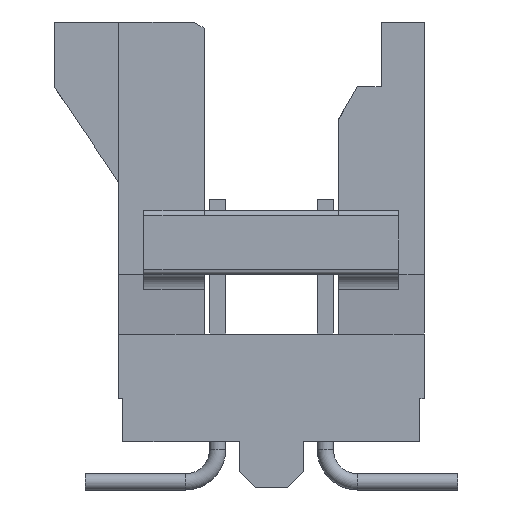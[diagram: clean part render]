
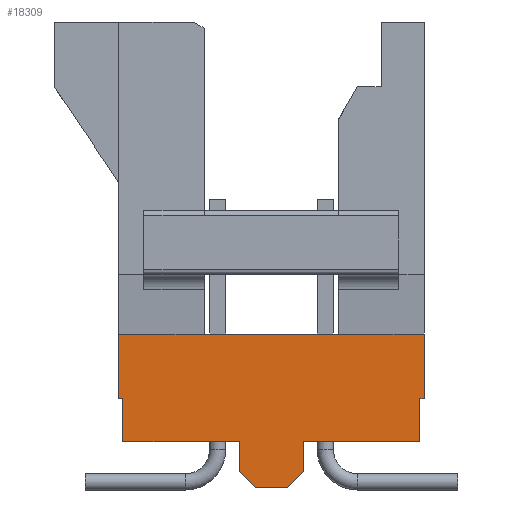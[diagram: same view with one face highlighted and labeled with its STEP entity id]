
A CAD part, left-side view. The second image highlights one B-rep face of the part: STEP entity #18309.
In plain terms, the highlighted planar face has unit normal (-1, 0, 0).
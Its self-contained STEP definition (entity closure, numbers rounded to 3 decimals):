
#568=DIRECTION('',(0.,0.,1.));
#569=VECTOR('',#568,1.524);
#570=CARTESIAN_POINT('',(-33.278,-3.607,-8.89));
#571=LINE('',#570,#569);
#588=DIRECTION('',(0.,1.,0.));
#589=VECTOR('',#588,2.743);
#590=CARTESIAN_POINT('',(-33.278,-3.505,-9.906));
#591=LINE('',#590,#589);
#608=DIRECTION('',(0.,1.,0.));
#609=VECTOR('',#608,2.743);
#610=CARTESIAN_POINT('',(-33.278,0.762,-9.906));
#611=LINE('',#610,#609);
#1652=DIRECTION('',(0.,1.,0.));
#1653=VECTOR('',#1652,0.762);
#1654=CARTESIAN_POINT('',(-33.278,-0.381,-10.998));
#1655=LINE('',#1654,#1653);
#1696=DIRECTION('',(0.,0.,-1.));
#1697=VECTOR('',#1696,0.711);
#1698=CARTESIAN_POINT('',(-33.278,0.762,-9.906));
#1699=LINE('',#1698,#1697);
#1808=DIRECTION('',(0.,0.707,0.707));
#1809=VECTOR('',#1808,0.539);
#1810=CARTESIAN_POINT('',(-33.278,0.381,-10.998));
#1811=LINE('',#1810,#1809);
#1820=DIRECTION('',(0.,0.,-1.));
#1821=VECTOR('',#1820,0.711);
#1822=CARTESIAN_POINT('',(-33.278,-0.762,-9.906));
#1823=LINE('',#1822,#1821);
#1824=DIRECTION('',(0.,1.,0.));
#1825=VECTOR('',#1824,2.019);
#1826=CARTESIAN_POINT('',(-33.278,1.588,-7.366));
#1827=LINE('',#1826,#1825);
#1828=DIRECTION('',(0.,1.,0.));
#1829=VECTOR('',#1828,2.019);
#1830=CARTESIAN_POINT('',(-33.278,-3.607,-7.366));
#1831=LINE('',#1830,#1829);
#1844=DIRECTION('',(0.,-0.707,0.707));
#1845=VECTOR('',#1844,0.539);
#1846=CARTESIAN_POINT('',(-33.278,-0.381,-10.998));
#1847=LINE('',#1846,#1845);
#1864=DIRECTION('',(0.,0.,-1.));
#1865=VECTOR('',#1864,1.016);
#1866=CARTESIAN_POINT('',(-33.278,3.505,-8.89));
#1867=LINE('',#1866,#1865);
#1876=DIRECTION('',(0.,-1.,0.));
#1877=VECTOR('',#1876,0.102);
#1878=CARTESIAN_POINT('',(-33.278,3.607,-8.89));
#1879=LINE('',#1878,#1877);
#1908=DIRECTION('',(0.,0.,1.));
#1909=VECTOR('',#1908,1.524);
#1910=CARTESIAN_POINT('',(-33.278,3.607,-8.89));
#1911=LINE('',#1910,#1909);
#2214=DIRECTION('',(0.,1.,0.));
#2215=VECTOR('',#2214,3.175);
#2216=CARTESIAN_POINT('',(-33.278,-1.588,-7.366));
#2217=LINE('',#2216,#2215);
#7468=DIRECTION('',(0.,-1.,0.));
#7469=VECTOR('',#7468,0.102);
#7470=CARTESIAN_POINT('',(-33.278,-3.505,-8.89));
#7471=LINE('',#7470,#7469);
#7476=DIRECTION('',(0.,0.,1.));
#7477=VECTOR('',#7476,1.016);
#7478=CARTESIAN_POINT('',(-33.278,-3.505,-9.906));
#7479=LINE('',#7478,#7477);
#13133=CARTESIAN_POINT('',(-33.278,-3.607,-7.366));
#13135=VERTEX_POINT('',#13133);
#13136=CARTESIAN_POINT('',(-33.278,-3.607,-8.89));
#13137=VERTEX_POINT('',#13136);
#13145=CARTESIAN_POINT('',(-33.278,3.607,-7.366));
#13147=VERTEX_POINT('',#13145);
#13148=CARTESIAN_POINT('',(-33.278,3.607,-8.89));
#13149=VERTEX_POINT('',#13148);
#13154=CARTESIAN_POINT('',(-33.278,-1.588,-7.366));
#13155=CARTESIAN_POINT('',(-33.278,1.588,-7.366));
#13156=VERTEX_POINT('',#13154);
#13157=VERTEX_POINT('',#13155);
#13166=CARTESIAN_POINT('',(-33.278,-3.505,-9.906));
#13167=CARTESIAN_POINT('',(-33.278,-0.762,-9.906));
#13168=VERTEX_POINT('',#13166);
#13169=VERTEX_POINT('',#13167);
#13170=CARTESIAN_POINT('',(-33.278,0.762,-9.906));
#13171=CARTESIAN_POINT('',(-33.278,3.505,-9.906));
#13172=VERTEX_POINT('',#13170);
#13173=VERTEX_POINT('',#13171);
#13203=CARTESIAN_POINT('',(-33.278,-0.381,-10.998));
#13205=VERTEX_POINT('',#13203);
#13206=CARTESIAN_POINT('',(-33.278,-0.762,-10.617));
#13207=VERTEX_POINT('',#13206);
#13208=CARTESIAN_POINT('',(-33.278,0.381,-10.998));
#13210=VERTEX_POINT('',#13208);
#13212=CARTESIAN_POINT('',(-33.278,0.762,-10.617));
#13213=VERTEX_POINT('',#13212);
#13431=CARTESIAN_POINT('',(-33.278,3.505,-8.89));
#13432=VERTEX_POINT('',#13431);
#13499=CARTESIAN_POINT('',(-33.278,-3.505,-8.89));
#13500=VERTEX_POINT('',#13499);
#18277=CARTESIAN_POINT('',(-33.278,-3.607,-7.366));
#18278=DIRECTION('',(1.,0.,0.));
#18279=DIRECTION('',(0.,0.,-1.));
#18280=AXIS2_PLACEMENT_3D('',#18277,#18278,#18279);
#18281=PLANE('',#18280);
#18282=ORIENTED_EDGE('',*,*,#17328,.T.);
#18283=ORIENTED_EDGE('',*,*,#17972,.T.);
#18285=ORIENTED_EDGE('',*,*,#18284,.F.);
#18286=ORIENTED_EDGE('',*,*,#18026,.T.);
#18287=ORIENTED_EDGE('',*,*,#18270,.T.);
#18288=ORIENTED_EDGE('',*,*,#18081,.F.);
#18289=ORIENTED_EDGE('',*,*,#17646,.T.);
#18291=ORIENTED_EDGE('',*,*,#18290,.F.);
#18293=ORIENTED_EDGE('',*,*,#18292,.F.);
#18295=ORIENTED_EDGE('',*,*,#18294,.T.);
#18297=ORIENTED_EDGE('',*,*,#18296,.F.);
#18299=ORIENTED_EDGE('',*,*,#18298,.F.);
#18301=ORIENTED_EDGE('',*,*,#18300,.F.);
#18302=ORIENTED_EDGE('',*,*,#17270,.F.);
#18304=ORIENTED_EDGE('',*,*,#18303,.F.);
#18306=ORIENTED_EDGE('',*,*,#18305,.F.);
#18307=EDGE_LOOP('',(#18282,#18283,#18285,#18286,#18287,#18288,#18289,#18291,
#18293,#18295,#18297,#18299,#18301,#18302,#18304,#18306));
#18308=FACE_OUTER_BOUND('',#18307,.F.);
#17270=EDGE_CURVE('',#13137,#13135,#571,.T.);
#17328=EDGE_CURVE('',#13168,#13169,#591,.T.);
#17646=EDGE_CURVE('',#13172,#13173,#611,.T.);
#17972=EDGE_CURVE('',#13169,#13207,#1823,.T.);
#18026=EDGE_CURVE('',#13205,#13210,#1655,.T.);
#18081=EDGE_CURVE('',#13172,#13213,#1699,.T.);
#18270=EDGE_CURVE('',#13210,#13213,#1811,.T.);
#18284=EDGE_CURVE('',#13205,#13207,#1847,.T.);
#18290=EDGE_CURVE('',#13432,#13173,#1867,.T.);
#18292=EDGE_CURVE('',#13149,#13432,#1879,.T.);
#18294=EDGE_CURVE('',#13149,#13147,#1911,.T.);
#18296=EDGE_CURVE('',#13157,#13147,#1827,.T.);
#18298=EDGE_CURVE('',#13156,#13157,#2217,.T.);
#18300=EDGE_CURVE('',#13135,#13156,#1831,.T.);
#18303=EDGE_CURVE('',#13500,#13137,#7471,.T.);
#18305=EDGE_CURVE('',#13168,#13500,#7479,.T.);
#18309=ADVANCED_FACE('',(#18308),#18281,.F.);
